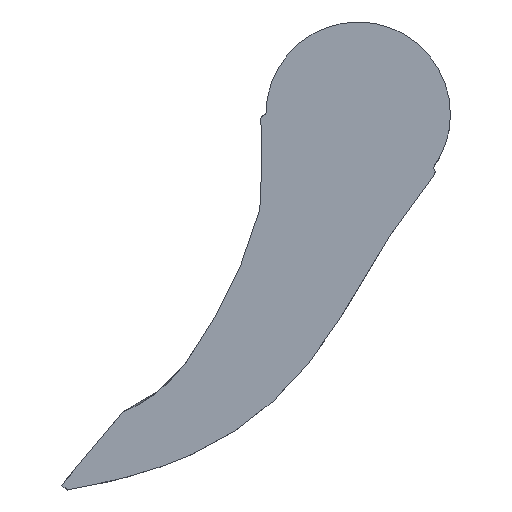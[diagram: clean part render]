
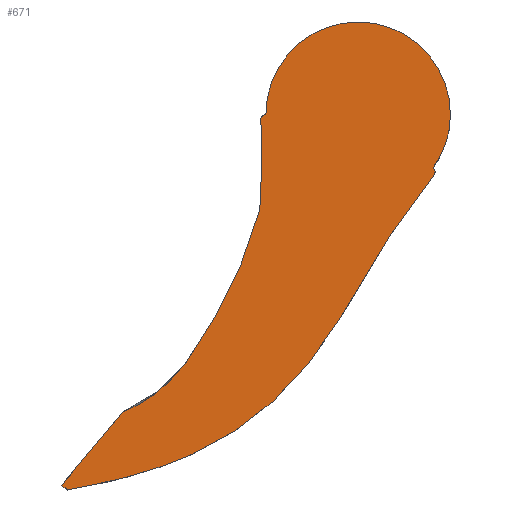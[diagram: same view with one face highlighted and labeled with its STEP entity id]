
A CAD part, top view. The second image highlights one B-rep face of the part: STEP entity #671.
In plain terms, the highlighted planar face has unit normal (0, 0, 1).
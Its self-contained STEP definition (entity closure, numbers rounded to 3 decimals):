
#219=CARTESIAN_POINT('Vertex',(-37.,0.,40.666)) ;
#224=CARTESIAN_POINT('Axis2P3D Location',(0.,0.,40.666)) ;
#228=CARTESIAN_POINT('Vertex',(37.,0.,40.666)) ;
#231=CARTESIAN_POINT('Axis2P3D Location',(0.,0.,40.666)) ;
#235=CARTESIAN_POINT('Vertex',(30.076,-21.551,40.666)) ;
#283=CARTESIAN_POINT('Vertex',(-38.993,-1.555,40.666)) ;
#287=CARTESIAN_POINT('Control Point',(-37.,0.,40.666)) ;
#288=CARTESIAN_POINT('Control Point',(-37.236,-0.068,40.666)) ;
#289=CARTESIAN_POINT('Control Point',(-37.459,-0.152,40.666)) ;
#290=CARTESIAN_POINT('Control Point',(-37.669,-0.253,40.666)) ;
#291=CARTESIAN_POINT('Control Point',(-38.107,-0.512,40.666)) ;
#292=CARTESIAN_POINT('Control Point',(-38.484,-0.852,40.666)) ;
#293=CARTESIAN_POINT('Control Point',(-38.671,-1.063,40.666)) ;
#294=CARTESIAN_POINT('Control Point',(-38.841,-1.297,40.666)) ;
#295=CARTESIAN_POINT('Control Point',(-38.993,-1.555,40.666)) ;
#330=CARTESIAN_POINT('Vertex',(-39.415,-38.083,40.666)) ;
#334=CARTESIAN_POINT('Control Point',(-38.993,-1.555,40.666)) ;
#335=CARTESIAN_POINT('Control Point',(-38.894,-2.81,40.666)) ;
#336=CARTESIAN_POINT('Control Point',(-38.808,-4.065,40.666)) ;
#337=CARTESIAN_POINT('Control Point',(-38.736,-5.32,40.666)) ;
#338=CARTESIAN_POINT('Control Point',(-38.557,-9.183,40.666)) ;
#339=CARTESIAN_POINT('Control Point',(-38.501,-13.051,40.666)) ;
#340=CARTESIAN_POINT('Control Point',(-38.514,-15.662,40.666)) ;
#341=CARTESIAN_POINT('Control Point',(-38.623,-21.719,40.666)) ;
#342=CARTESIAN_POINT('Control Point',(-38.866,-27.772,40.666)) ;
#343=CARTESIAN_POINT('Control Point',(-39.027,-31.212,40.666)) ;
#344=CARTESIAN_POINT('Control Point',(-39.21,-34.649,40.666)) ;
#345=CARTESIAN_POINT('Control Point',(-39.415,-38.083,40.666)) ;
#398=CARTESIAN_POINT('Vertex',(-94.136,-119.177,40.666)) ;
#402=CARTESIAN_POINT('Control Point',(-39.415,-38.083,40.666)) ;
#403=CARTESIAN_POINT('Control Point',(-40.013,-40.474,40.666)) ;
#404=CARTESIAN_POINT('Control Point',(-40.662,-42.84,40.666)) ;
#405=CARTESIAN_POINT('Control Point',(-41.359,-45.181,40.666)) ;
#406=CARTESIAN_POINT('Control Point',(-44.695,-55.52,40.666)) ;
#407=CARTESIAN_POINT('Control Point',(-48.988,-65.405,40.666)) ;
#408=CARTESIAN_POINT('Control Point',(-52.828,-72.877,40.666)) ;
#409=CARTESIAN_POINT('Control Point',(-59.699,-85.792,40.666)) ;
#410=CARTESIAN_POINT('Control Point',(-67.726,-98.071,40.666)) ;
#411=CARTESIAN_POINT('Control Point',(-71.285,-102.887,40.666)) ;
#412=CARTESIAN_POINT('Control Point',(-77.535,-109.607,40.666)) ;
#413=CARTESIAN_POINT('Control Point',(-85.025,-114.824,40.666)) ;
#414=CARTESIAN_POINT('Control Point',(-87.89,-116.487,40.666)) ;
#415=CARTESIAN_POINT('Control Point',(-90.927,-117.938,40.666)) ;
#416=CARTESIAN_POINT('Control Point',(-94.136,-119.177,40.666)) ;
#472=CARTESIAN_POINT('Vertex',(-116.586,-150.598,40.666)) ;
#475=CARTESIAN_POINT('Line Origine',(-117.735,-149.634,40.666)) ;
#479=CARTESIAN_POINT('Vertex',(-118.884,-148.67,40.666)) ;
#519=CARTESIAN_POINT('Vertex',(-92.18,-145.294,40.666)) ;
#523=CARTESIAN_POINT('Control Point',(-92.18,-145.294,40.666)) ;
#524=CARTESIAN_POINT('Control Point',(-93.59,-145.721,40.666)) ;
#525=CARTESIAN_POINT('Control Point',(-95.005,-146.119,40.666)) ;
#526=CARTESIAN_POINT('Control Point',(-96.427,-146.489,40.666)) ;
#527=CARTESIAN_POINT('Control Point',(-100.296,-147.415,40.666)) ;
#528=CARTESIAN_POINT('Control Point',(-104.205,-148.167,40.666)) ;
#529=CARTESIAN_POINT('Control Point',(-106.681,-148.596,40.666)) ;
#530=CARTESIAN_POINT('Control Point',(-110.153,-149.228,40.666)) ;
#531=CARTESIAN_POINT('Control Point',(-113.609,-149.938,40.666)) ;
#532=CARTESIAN_POINT('Control Point',(-114.603,-150.15,40.666)) ;
#533=CARTESIAN_POINT('Control Point',(-115.595,-150.37,40.666)) ;
#534=CARTESIAN_POINT('Control Point',(-116.586,-150.598,40.666)) ;
#552=CARTESIAN_POINT('Vertex',(-92.088,-145.27,40.666)) ;
#555=CARTESIAN_POINT('Line Origine',(-92.134,-145.282,40.666)) ;
#587=CARTESIAN_POINT('Vertex',(30.076,-24.818,40.666)) ;
#591=CARTESIAN_POINT('Control Point',(30.076,-24.818,40.666)) ;
#592=CARTESIAN_POINT('Control Point',(26.376,-29.245,40.666)) ;
#593=CARTESIAN_POINT('Control Point',(22.832,-33.783,40.666)) ;
#594=CARTESIAN_POINT('Control Point',(19.442,-38.432,40.666)) ;
#595=CARTESIAN_POINT('Control Point',(12.359,-48.856,40.666)) ;
#596=CARTESIAN_POINT('Control Point',(5.857,-59.681,40.666)) ;
#597=CARTESIAN_POINT('Control Point',(2.439,-65.637,40.666)) ;
#598=CARTESIAN_POINT('Control Point',(-12.082,-90.751,40.666)) ;
#599=CARTESIAN_POINT('Control Point',(-28.49,-114.006,40.666)) ;
#600=CARTESIAN_POINT('Control Point',(-45.356,-128.1,40.666)) ;
#601=CARTESIAN_POINT('Control Point',(-66.556,-138.521,40.666)) ;
#602=CARTESIAN_POINT('Control Point',(-92.088,-145.27,40.666)) ;
#630=CARTESIAN_POINT('Control Point',(30.076,-21.551,40.666)) ;
#631=CARTESIAN_POINT('Control Point',(30.278,-21.734,40.666)) ;
#632=CARTESIAN_POINT('Control Point',(30.447,-21.923,40.666)) ;
#633=CARTESIAN_POINT('Control Point',(30.582,-22.117,40.666)) ;
#634=CARTESIAN_POINT('Control Point',(30.89,-22.72,40.666)) ;
#635=CARTESIAN_POINT('Control Point',(30.893,-23.373,40.666)) ;
#636=CARTESIAN_POINT('Control Point',(30.757,-23.833,40.666)) ;
#637=CARTESIAN_POINT('Control Point',(30.485,-24.314,40.666)) ;
#638=CARTESIAN_POINT('Control Point',(30.076,-24.818,40.666)) ;
#648=CARTESIAN_POINT('Axis2P3D Location',(0.,0.,40.666)) ;
#653=CARTESIAN_POINT('Line Origine',(-106.51,-133.923,40.666)) ;
#225=DIRECTION('Axis2P3D Direction',(0.,0.,1.)) ;
#232=DIRECTION('Axis2P3D Direction',(0.,0.,1.)) ;
#476=DIRECTION('Vector Direction',(0.766,-0.643,0.)) ;
#556=DIRECTION('Vector Direction',(0.968,0.253,0.)) ;
#649=DIRECTION('Axis2P3D Direction',(0.,0.,1.)) ;
#650=DIRECTION('Axis2P3D XDirection',(1.,0.,0.)) ;
#654=DIRECTION('Vector Direction',(0.643,0.766,0.)) ;
#226=AXIS2_PLACEMENT_3D('Circle Axis2P3D',#224,#225,$) ;
#233=AXIS2_PLACEMENT_3D('Circle Axis2P3D',#231,#232,$) ;
#651=AXIS2_PLACEMENT_3D('Plane Axis2P3D',#648,#649,#650) ;
#659=ORIENTED_EDGE('',*,*,#237,.T.) ;
#660=ORIENTED_EDGE('',*,*,#230,.T.) ;
#661=ORIENTED_EDGE('',*,*,#296,.T.) ;
#662=ORIENTED_EDGE('',*,*,#346,.T.) ;
#663=ORIENTED_EDGE('',*,*,#417,.T.) ;
#664=ORIENTED_EDGE('',*,*,#657,.T.) ;
#665=ORIENTED_EDGE('',*,*,#481,.T.) ;
#666=ORIENTED_EDGE('',*,*,#535,.T.) ;
#667=ORIENTED_EDGE('',*,*,#559,.T.) ;
#668=ORIENTED_EDGE('',*,*,#603,.T.) ;
#669=ORIENTED_EDGE('',*,*,#639,.T.) ;
#477=VECTOR('Line Direction',#476,1.) ;
#557=VECTOR('Line Direction',#556,1.) ;
#655=VECTOR('Line Direction',#654,1.) ;
#671=ADVANCED_FACE('IDS_FEA3',(#670),#652,.T.) ;
#286=B_SPLINE_CURVE_WITH_KNOTS('',5,(#287,#288,#289,#290,#291,#292,#293,#294,#295),.UNSPECIFIED.,.F.,.U.,(6,3,6),(0.,1.168,2.577),.UNSPECIFIED.) ;
#333=B_SPLINE_CURVE_WITH_KNOTS('',5,(#334,#335,#336,#337,#338,#339,#340,#341,#342,#343,#344,#345),.UNSPECIFIED.,.F.,.U.,(6,3,3,6),(0.,6.288,19.34,36.556),.UNSPECIFIED.) ;
#401=B_SPLINE_CURVE_WITH_KNOTS('',5,(#402,#403,#404,#405,#406,#407,#408,#409,#410,#411,#412,#413,#414,#415,#416),.UNSPECIFIED.,.F.,.U.,(6,3,3,3,6),(0.,12.217,54.521,84.024,100.591),.UNSPECIFIED.) ;
#522=B_SPLINE_CURVE_WITH_KNOTS('',5,(#523,#524,#525,#526,#527,#528,#529,#530,#531,#532,#533,#534),.UNSPECIFIED.,.F.,.U.,(6,3,3,6),(0.,7.347,19.903,24.985),.UNSPECIFIED.) ;
#590=B_SPLINE_CURVE_WITH_KNOTS('',5,(#591,#592,#593,#594,#595,#596,#597,#598,#599,#600,#601,#602),.UNSPECIFIED.,.F.,.U.,(6,3,3,6),(0.,28.763,63.,173.794),.UNSPECIFIED.) ;
#629=B_SPLINE_CURVE_WITH_KNOTS('',5,(#630,#631,#632,#633,#634,#635,#636,#637,#638),.UNSPECIFIED.,.F.,.U.,(6,3,6),(0.,1.183,3.577),.UNSPECIFIED.) ;
#227=CIRCLE('generated circle',#226,37.) ;
#234=CIRCLE('generated circle',#233,37.) ;
#230=EDGE_CURVE('',#229,#220,#227,.T.) ;
#237=EDGE_CURVE('',#236,#229,#234,.T.) ;
#296=EDGE_CURVE('',#220,#284,#286,.T.) ;
#346=EDGE_CURVE('',#284,#331,#333,.T.) ;
#417=EDGE_CURVE('',#331,#399,#401,.T.) ;
#481=EDGE_CURVE('',#480,#473,#478,.T.) ;
#535=EDGE_CURVE('',#473,#520,#522,.F.) ;
#559=EDGE_CURVE('',#520,#553,#558,.T.) ;
#603=EDGE_CURVE('',#553,#588,#590,.F.) ;
#639=EDGE_CURVE('',#588,#236,#629,.F.) ;
#657=EDGE_CURVE('',#399,#480,#656,.F.) ;
#658=EDGE_LOOP('',(#659,#660,#661,#662,#663,#664,#665,#666,#667,#668,#669)) ;
#670=FACE_OUTER_BOUND('',#658,.T.) ;
#478=LINE('Line',#475,#477) ;
#558=LINE('Line',#555,#557) ;
#656=LINE('Line',#653,#655) ;
#652=PLANE('',#651) ;
#220=VERTEX_POINT('',#219) ;
#229=VERTEX_POINT('',#228) ;
#236=VERTEX_POINT('',#235) ;
#284=VERTEX_POINT('',#283) ;
#331=VERTEX_POINT('',#330) ;
#399=VERTEX_POINT('',#398) ;
#473=VERTEX_POINT('',#472) ;
#480=VERTEX_POINT('',#479) ;
#520=VERTEX_POINT('',#519) ;
#553=VERTEX_POINT('',#552) ;
#588=VERTEX_POINT('',#587) ;
